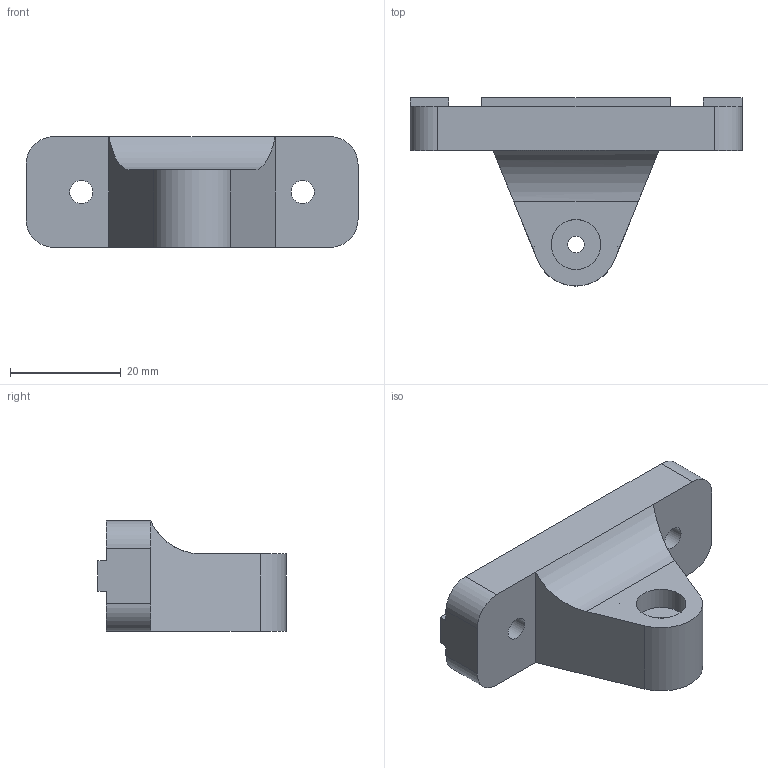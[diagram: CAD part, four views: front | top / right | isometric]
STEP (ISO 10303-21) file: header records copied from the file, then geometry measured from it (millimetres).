
FILE_DESCRIPTION(/* description */ (''),/* implementation_level */ '2;1');
FILE_NAME(/* name */ 'Cardan Bed Bracket v3.step',/* time_stamp */ '2020-10-20T11:41:32+02:00',/* author */ (''),/* organization */ (''),/* preprocessor_version */ 'ST-DEVELOPER v18.1',/* originating_system */ 'Autodesk Translation Framework v9.3.0.1241',/* authorisation */ '');
FILE_SCHEMA (('AUTOMOTIVE_DESIGN { 1 0 10303 214 3 1 1 }'));
Length unit declared in the file: millimetre
Products named in the file (1): Cardan Bed Bracket
Bounding box: 60 x 34 x 20 mm (x, y, z)
Volume: 16468.5 mm3; surface area: 5426.4 mm2
Topology: 1 solids, 1 shells, 36 faces, 92 edges, 60 vertices
Faces by surface type: plane 25, cylinder 11
Full cylindrical faces by diameter (mm): 3 x1, 4.2 x2, 9 x1
Entity records: 1138 total; most frequent: CARTESIAN_POINT 189, DIRECTION 188, ORIENTED_EDGE 184, EDGE_CURVE 92, LINE 70, VECTOR 70, VERTEX_POINT 60, AXIS2_PLACEMENT_3D 59
